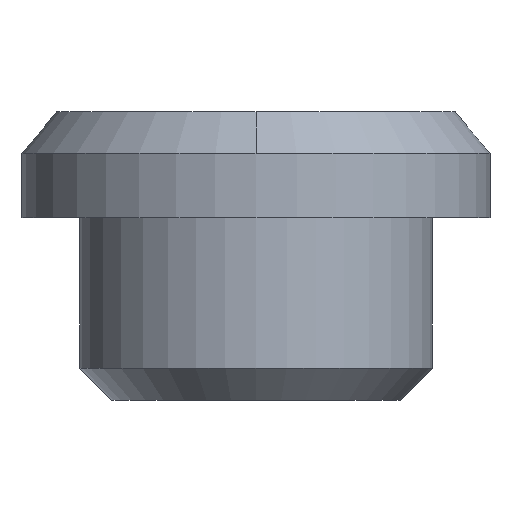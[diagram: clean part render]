
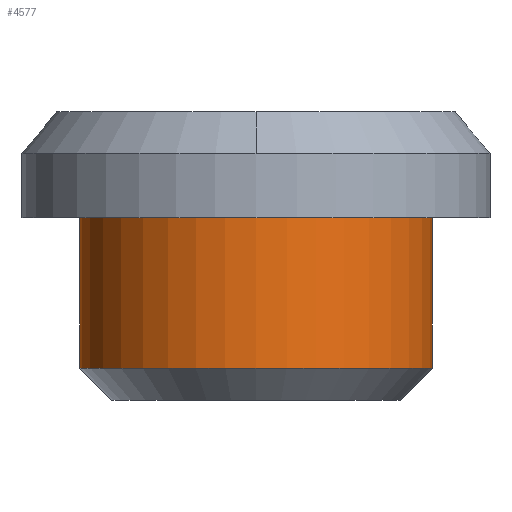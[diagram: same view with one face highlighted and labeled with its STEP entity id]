
A CAD part, left-side view. The second image highlights one B-rep face of the part: STEP entity #4577.
In plain terms, the highlighted cylindrical face has radius 5.5 mm (diameter 11 mm), a partial arc.
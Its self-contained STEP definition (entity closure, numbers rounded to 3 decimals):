
#146 = DIRECTION ( 'NONE',  ( 0., 0., 1. ) ) ;
#152 = VECTOR ( 'NONE', #4760, 1000. ) ;
#258 = LINE ( 'NONE', #3655, #152 ) ;
#469 = FACE_OUTER_BOUND ( 'NONE', #1556, .T. ) ;
#524 = CARTESIAN_POINT ( 'NONE',  ( 0., -5.5, -2. ) ) ;
#695 = CARTESIAN_POINT ( 'NONE',  ( 0., 5.5, -2. ) ) ;
#1066 = DIRECTION ( 'NONE',  ( 1., 0., 0. ) ) ;
#1097 = DIRECTION ( 'NONE',  ( 0., 1., 0. ) ) ;
#1484 = CYLINDRICAL_SURFACE ( 'NONE', #4637, 5.5 ) ;
#1556 = EDGE_LOOP ( 'NONE', ( #6412, #5706, #5180, #5348 ) ) ;
#1606 = EDGE_CURVE ( 'NONE', #2328, #5965, #2483, .T. ) ;
#1920 = CIRCLE ( 'NONE', #5576, 5.5 ) ;
#2101 = VECTOR ( 'NONE', #6405, 1000. ) ;
#2328 = VERTEX_POINT ( 'NONE', #3007 ) ;
#2429 = VERTEX_POINT ( 'NONE', #524 ) ;
#2483 = CIRCLE ( 'NONE', #6061, 5.5 ) ;
#2620 = CARTESIAN_POINT ( 'NONE',  ( 0., 0., -6.7 ) ) ;
#2717 = DIRECTION ( 'NONE',  ( 0., 0., 1. ) ) ;
#3007 = CARTESIAN_POINT ( 'NONE',  ( 0., 5.5, -6.7 ) ) ;
#3655 = CARTESIAN_POINT ( 'NONE',  ( 0., 5.5, -7.7 ) ) ;
#3882 = EDGE_CURVE ( 'NONE', #5965, #2429, #3902, .T. ) ;
#3902 = LINE ( 'NONE', #5894, #2101 ) ;
#4121 = DIRECTION ( 'NONE',  ( 0., -1., 0. ) ) ;
#4577 = ADVANCED_FACE ( 'NONE', ( #469 ), #1484, .T. ) ;
#4637 = AXIS2_PLACEMENT_3D ( 'NONE', #6122, #146, #4121 ) ;
#4760 = DIRECTION ( 'NONE',  ( 0., 0., 1. ) ) ;
#4964 = DIRECTION ( 'NONE',  ( 0., 0., -1. ) ) ;
#5176 = CARTESIAN_POINT ( 'NONE',  ( 0., 0., -2. ) ) ;
#5180 = ORIENTED_EDGE ( 'NONE', *, *, #3882, .T. ) ;
#5340 = EDGE_CURVE ( 'NONE', #2429, #6048, #1920, .T. ) ;
#5345 = CARTESIAN_POINT ( 'NONE',  ( 0., -5.5, -6.7 ) ) ;
#5348 = ORIENTED_EDGE ( 'NONE', *, *, #5340, .T. ) ;
#5576 = AXIS2_PLACEMENT_3D ( 'NONE', #5176, #4964, #1066 ) ;
#5706 = ORIENTED_EDGE ( 'NONE', *, *, #1606, .T. ) ;
#5894 = CARTESIAN_POINT ( 'NONE',  ( 0., -5.5, -7.7 ) ) ;
#5965 = VERTEX_POINT ( 'NONE', #5345 ) ;
#6048 = VERTEX_POINT ( 'NONE', #695 ) ;
#6061 = AXIS2_PLACEMENT_3D ( 'NONE', #2620, #2717, #1097 ) ;
#6086 = EDGE_CURVE ( 'NONE', #2328, #6048, #258, .T. ) ;
#6122 = CARTESIAN_POINT ( 'NONE',  ( 0., 0., -7.7 ) ) ;
#6405 = DIRECTION ( 'NONE',  ( 0., 0., 1. ) ) ;
#6412 = ORIENTED_EDGE ( 'NONE', *, *, #6086, .F. ) ;
